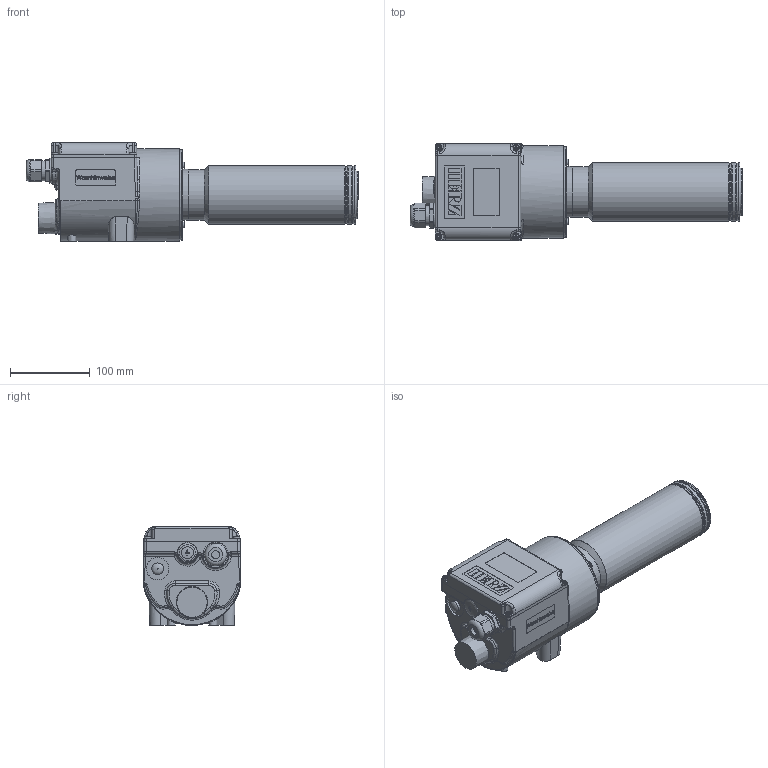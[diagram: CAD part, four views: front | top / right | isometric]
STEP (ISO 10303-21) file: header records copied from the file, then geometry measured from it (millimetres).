
FILE_DESCRIPTION( ( 'Unknown' ), '1' );
FILE_NAME( 'Lufterhitzer Typ L62 Hochtemperatur.stp', 'Unknown', ( 'Herz Austria' ), ( 'Unknown' ), 'PSStep 15.0.49', 'Unknown', ' ' );
FILE_SCHEMA( ( 'AUTOMOTIVE_DESIGN { 1 0 10303 214 1 1 1 1 }' ) );
Length unit declared in the file: millimetre
Products named in the file (11): Assem1; Kabelverschraubung M25 x 1,5; Blindabdeckung M20x1,5; Gummistopfen L+XL; Schraube M4x12 LK; Gehäuse L; Dichtung LE L62; Deckel L_XL HERZ; Aufkleber Warnhinweise silber; Typenschild silber; Rohradapter L62 Hochtemperatur mit Schutzrohr
Assembly tree (17 placements, depth 2):
  Assem1
    Kabelverschraubung M25 x 1,5
    Blindabdeckung M20x1,5
    Gummistopfen L+XL
    Schraube M4x12 LK  x8
    Gehäuse L
    Dichtung LE L62
    Deckel L_XL HERZ
    Aufkleber Warnhinweise silber
    Typenschild silber
    Rohradapter L62 Hochtemperatur mit Schutzrohr
Bounding box: 416.53 x 122.69 x 124.03 mm (x, y, z)
Volume: 1937915 mm3; surface area: 361418.8 mm2
Topology: 17 solids, 17 shells, 1414 faces, 3608 edges, 2306 vertices
Faces by surface type: plane 586, cylinder 422, bspline 167, extrusion 122, torus 55, cone 36, sphere 24, revolution 2
Full cylindrical faces by diameter (mm): 3 x1, 4 x8, 4.3 x4, 4.5 x8, 6.8 x4, 8 x8, 8.5 x1, 11.5 x1, 14.5 x1, 15 x1, 20 x1, 25 x3, 31.5 x1, 56 x1, 58 x1, 60 x3, 62 x2, 63 x1, 64 x1, 71 x2, 72 x2, 73 x2, 74 x2, 114 x2, 116.58 x1
Entity records: 66078 total; most frequent: CARTESIAN_POINT 27040, ORIENTED_EDGE 6222, DIRECTION 5218, EDGE_CURVE 3111, VERTEX_POINT 2044, AXIS2_PLACEMENT_3D 1753, VECTOR 1710, LINE 1630
